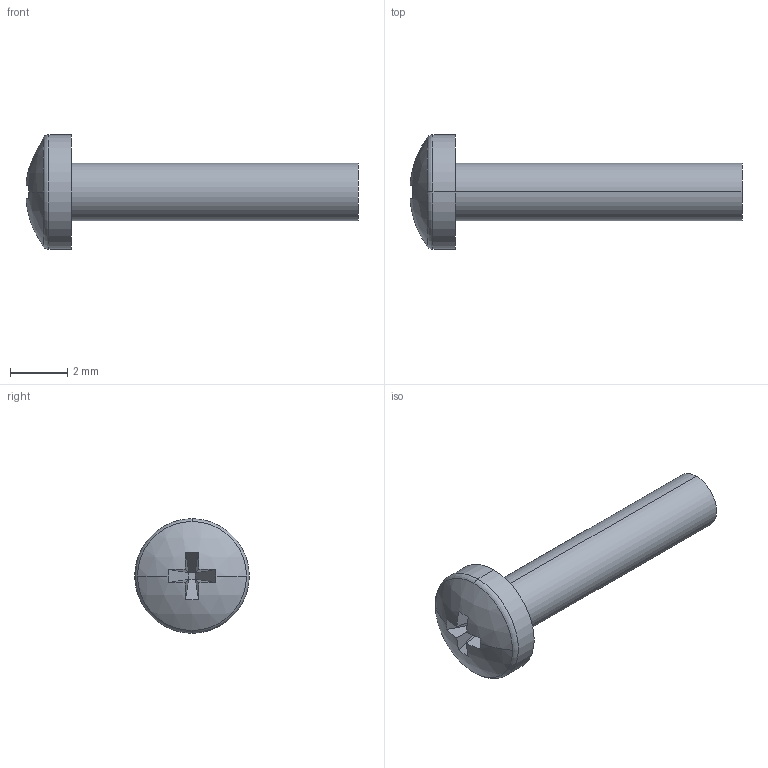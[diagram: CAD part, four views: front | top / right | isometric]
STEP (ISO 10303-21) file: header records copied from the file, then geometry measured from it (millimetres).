
FILE_DESCRIPTION (( 'STEP AP203' ), '1' );
FILE_NAME ('Pan Screw_M2_10mm_B18.6.7M - M2 x 0.4 x 10 Type I Cross Recessed PHMS --10N_sldprt.STEP', '2025-10-04T22:43:06', ( '' ), ( '' ), 'SwSTEP 2.0', 'SolidWorks 2023', '' );
FILE_SCHEMA (( 'CONFIG_CONTROL_DESIGN' ));
Length unit declared in the file: millimetre
Products named in the file (1): Pan Screw_M2_10mm_B18.6.7M - M2 x 0.4 x 10 Type I Cross Recessed PHMS --10N_sldprt
Bounding box: 11.58 x 4 x 4 mm (x, y, z)
Volume: 46.5 mm3; surface area: 104 mm2
Topology: 1 solids, 1 shells, 23 faces, 50 edges, 30 vertices
Faces by surface type: plane 15, cylinder 4, torus 2, sphere 2
Entity records: 711 total; most frequent: DIRECTION 128, CARTESIAN_POINT 104, ORIENTED_EDGE 100, AXIS2_PLACEMENT_3D 54, EDGE_CURVE 50, VERTEX_POINT 30, CIRCLE 30, EDGE_LOOP 24
